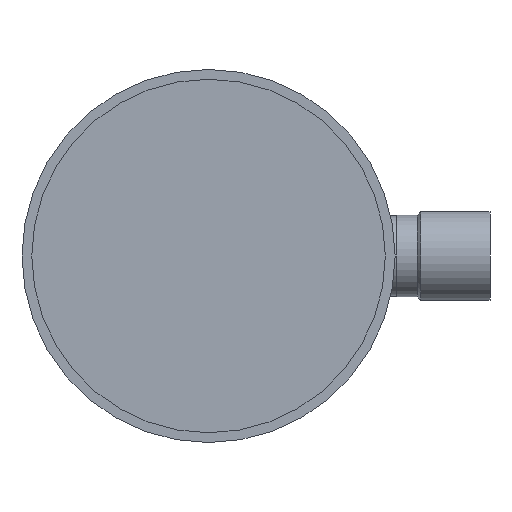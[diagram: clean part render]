
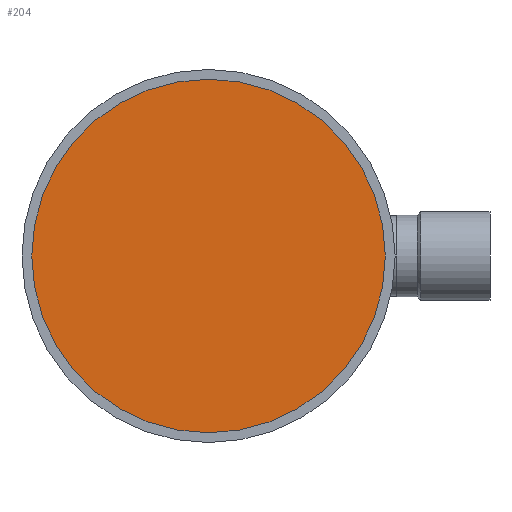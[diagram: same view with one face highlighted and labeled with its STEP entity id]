
A CAD part, front view. The second image highlights one B-rep face of the part: STEP entity #204.
In plain terms, the highlighted planar face has unit normal (0, -1, 0).
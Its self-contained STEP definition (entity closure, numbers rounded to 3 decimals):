
#38=ORIENTED_EDGE('',*,*,#73,.F.);
#73=EDGE_CURVE('',#91,#91,#109,.T.);
#91=VERTEX_POINT('',#357);
#109=CIRCLE('',#241,54.);
#127=EDGE_LOOP('',(#38));
#163=FACE_BOUND('',#127,.T.);
#196=PLANE('',#240);
#204=ADVANCED_FACE('',(#163),#196,.F.);
#240=AXIS2_PLACEMENT_3D('',#355,#285,#286);
#241=AXIS2_PLACEMENT_3D('',#356,#287,#288);
#285=DIRECTION('',(0.,1.,0.));
#286=DIRECTION('',(0.,0.,1.));
#287=DIRECTION('',(0.,1.,0.));
#288=DIRECTION('',(1.,0.,0.));
#355=CARTESIAN_POINT('',(0.,-76.,0.));
#356=CARTESIAN_POINT('',(0.,-76.,0.));
#357=CARTESIAN_POINT('',(54.,-76.,0.));
